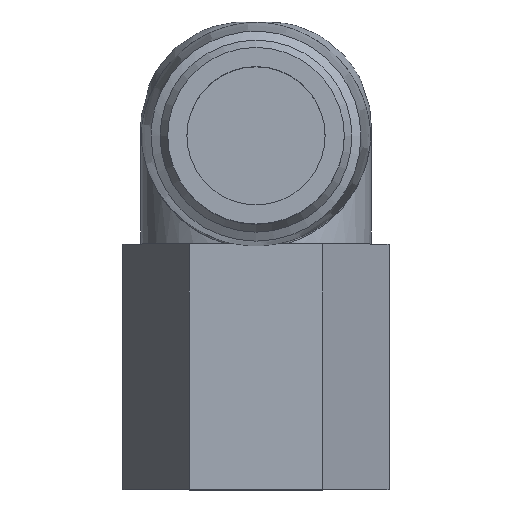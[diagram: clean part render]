
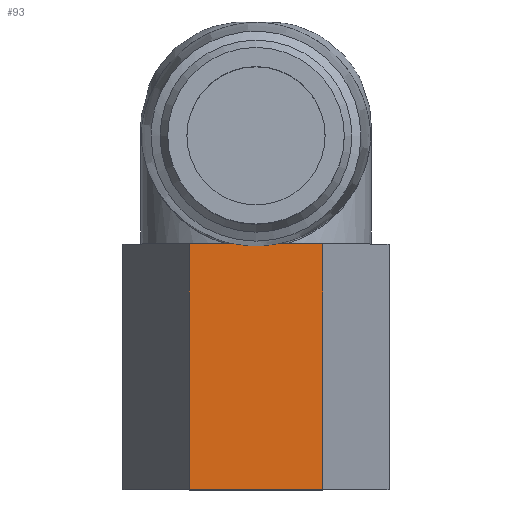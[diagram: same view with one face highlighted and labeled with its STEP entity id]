
A CAD part, top view. The second image highlights one B-rep face of the part: STEP entity #93.
In plain terms, the highlighted planar face has unit normal (0, 0, 1).
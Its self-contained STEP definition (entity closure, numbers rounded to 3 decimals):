
#93 = ADVANCED_FACE( '', ( #208 ), #209, .T. );
#208 = FACE_OUTER_BOUND( '', #1424, .T. );
#209 = PLANE( '', #1425 );
#1424 = EDGE_LOOP( '', ( #2090, #2091, #2092, #2093, #2094, #2095 ) );
#1425 = AXIS2_PLACEMENT_3D( '', #2096, #2097, #2098 );
#2090 = ORIENTED_EDGE( '', *, *, #2302, .F. );
#2091 = ORIENTED_EDGE( '', *, *, #2303, .F. );
#2092 = ORIENTED_EDGE( '', *, *, #2292, .T. );
#2093 = ORIENTED_EDGE( '', *, *, #2304, .F. );
#2094 = ORIENTED_EDGE( '', *, *, #2305, .T. );
#2095 = ORIENTED_EDGE( '', *, *, #2269, .T. );
#2096 = CARTESIAN_POINT( '', ( 7.217, 27., 15. ) );
#2097 = DIRECTION( '', ( 0., 0., 1. ) );
#2098 = DIRECTION( '', ( 1., 0., 0. ) );
#2269 = EDGE_CURVE( '', #2388, #2385, #2389, .T. );
#2292 = EDGE_CURVE( '', #2422, #2420, #2423, .T. );
#2302 = EDGE_CURVE( '', #2437, #2385, #2438, .T. );
#2303 = EDGE_CURVE( '', #2422, #2437, #2439, .T. );
#2304 = EDGE_CURVE( '', #2440, #2420, #2441, .T. );
#2305 = EDGE_CURVE( '', #2440, #2388, #2442, .T. );
#2385 = VERTEX_POINT( '', #2810 );
#2388 = VERTEX_POINT( '', #2814 );
#2389 = LINE( '', #2815, #2816 );
#2420 = VERTEX_POINT( '', #3275 );
#2422 = VERTEX_POINT( '', #3280 );
#2423 = LINE( '', #3281, #3282 );
#2437 = VERTEX_POINT( '', #3300 );
#2438 = LINE( '', #3301, #3302 );
#2439 = LINE( '', #3303, #3304 );
#2440 = VERTEX_POINT( '', #3305 );
#2441 = CIRCLE( '', #3306, 14.275 );
#2442 = LINE( '', #3307, #3308 );
#2810 = CARTESIAN_POINT( '', ( -8.66, -9.188, 15. ) );
#2814 = CARTESIAN_POINT( '', ( -8.66, 22.812, 15. ) );
#2815 = CARTESIAN_POINT( '', ( -8.66, 27., 15. ) );
#2816 = VECTOR( '', #3690, 1000. );
#3275 = CARTESIAN_POINT( '', ( 2.786, 22.812, 15. ) );
#3280 = CARTESIAN_POINT( '', ( 8.66, 22.812, 15. ) );
#3281 = CARTESIAN_POINT( '', ( 7.217, 22.812, 15. ) );
#3282 = VECTOR( '', #3717, 1000. );
#3300 = CARTESIAN_POINT( '', ( 8.66, -9.188, 15. ) );
#3301 = CARTESIAN_POINT( '', ( 0., -9.188, 15. ) );
#3302 = VECTOR( '', #3728, 1000. );
#3303 = CARTESIAN_POINT( '', ( 8.66, 27., 15. ) );
#3304 = VECTOR( '', #3729, 1000. );
#3305 = CARTESIAN_POINT( '', ( -2.786, 22.812, 15. ) );
#3306 = AXIS2_PLACEMENT_3D( '', #3730, #3731, #3732 );
#3307 = CARTESIAN_POINT( '', ( 7.217, 22.812, 15. ) );
#3308 = VECTOR( '', #3733, 1000. );
#3690 = DIRECTION( '', ( 0., -1., 0. ) );
#3717 = DIRECTION( '', ( -1., 0., 0. ) );
#3728 = DIRECTION( '', ( -1., 0., 0. ) );
#3729 = DIRECTION( '', ( 0., -1., 0. ) );
#3730 = CARTESIAN_POINT( '', ( 0., 36.812, 15. ) );
#3731 = DIRECTION( '', ( 0., 0., 1. ) );
#3732 = DIRECTION( '', ( 1., 0., 0. ) );
#3733 = DIRECTION( '', ( -1., 0., 0. ) );
